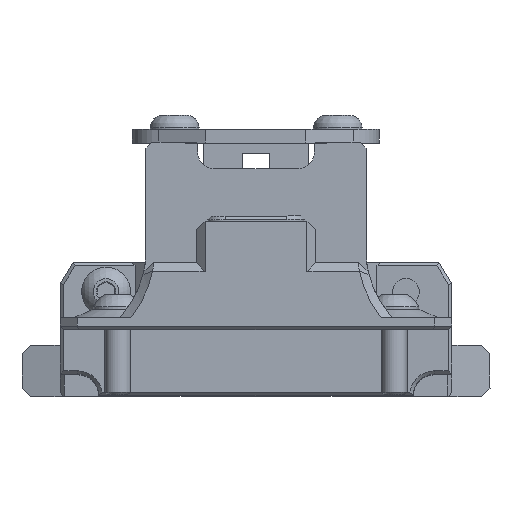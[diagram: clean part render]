
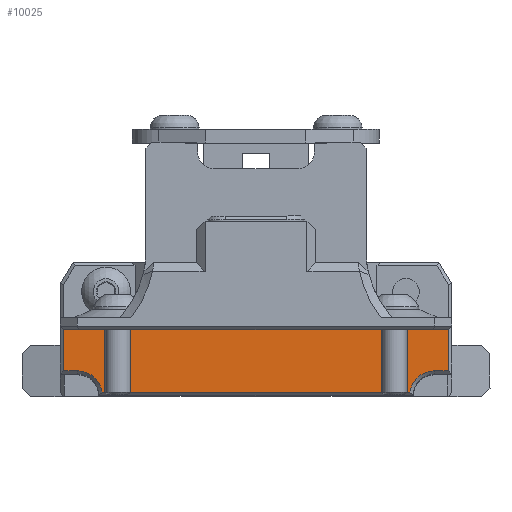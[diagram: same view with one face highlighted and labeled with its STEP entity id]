
A CAD part, top view. The second image highlights one B-rep face of the part: STEP entity #10025.
In plain terms, the highlighted face is planar.
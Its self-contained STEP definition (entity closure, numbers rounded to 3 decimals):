
#549=CIRCLE('',#10841,2.9);
#550=CIRCLE('',#10844,2.9);
#1024=FACE_OUTER_BOUND('',#1633,.T.);
#1633=EDGE_LOOP('',(#8547,#8548,#8549,#8550,#8551,#8552,#8553,#8554));
#2601=LINE('',#16102,#3727);
#2606=LINE('',#16113,#3732);
#2658=LINE('',#16227,#3784);
#2684=LINE('',#16286,#3810);
#2690=LINE('',#16298,#3816);
#2691=LINE('',#16299,#3817);
#3727=VECTOR('',#13085,10.);
#3732=VECTOR('',#13098,10.);
#3784=VECTOR('',#13208,10.);
#3810=VECTOR('',#13266,10.);
#3816=VECTOR('',#13276,10.);
#3817=VECTOR('',#13277,10.);
#4721=VERTEX_POINT('',#16094);
#4722=VERTEX_POINT('',#16096);
#4723=VERTEX_POINT('',#16100);
#4724=VERTEX_POINT('',#16101);
#4726=VERTEX_POINT('',#16108);
#4759=VERTEX_POINT('',#16226);
#4776=VERTEX_POINT('',#16285);
#4780=VERTEX_POINT('',#16297);
#5982=EDGE_CURVE('',#4722,#4721,#549,.T.);
#5984=EDGE_CURVE('',#4723,#4724,#2601,.T.);
#5988=EDGE_CURVE('',#4724,#4726,#550,.T.);
#5991=EDGE_CURVE('',#4726,#4721,#2606,.T.);
#6051=EDGE_CURVE('',#4759,#4722,#2658,.T.);
#6079=EDGE_CURVE('',#4776,#4723,#2684,.T.);
#6085=EDGE_CURVE('',#4776,#4780,#2690,.F.);
#6086=EDGE_CURVE('',#4780,#4759,#2691,.T.);
#8547=ORIENTED_EDGE('',*,*,#5991,.F.);
#8548=ORIENTED_EDGE('',*,*,#5988,.F.);
#8549=ORIENTED_EDGE('',*,*,#5984,.F.);
#8550=ORIENTED_EDGE('',*,*,#6079,.F.);
#8551=ORIENTED_EDGE('',*,*,#6085,.T.);
#8552=ORIENTED_EDGE('',*,*,#6086,.T.);
#8553=ORIENTED_EDGE('',*,*,#6051,.T.);
#8554=ORIENTED_EDGE('',*,*,#5982,.T.);
#9504=PLANE('',#10893);
#10025=ADVANCED_FACE('',(#1024),#9504,.T.);
#10841=AXIS2_PLACEMENT_3D('',#16097,#13080,#13081);
#10844=AXIS2_PLACEMENT_3D('',#16109,#13091,#13092);
#10893=AXIS2_PLACEMENT_3D('',#16296,#13274,#13275);
#13080=DIRECTION('center_axis',(0.,1.,0.));
#13081=DIRECTION('ref_axis',(1.,0.,0.));
#13085=DIRECTION('',(-1.,0.,0.));
#13091=DIRECTION('center_axis',(0.,-1.,0.));
#13092=DIRECTION('ref_axis',(-1.,0.,0.));
#13098=DIRECTION('',(-1.,0.,0.));
#13208=DIRECTION('',(1.,0.,0.));
#13266=DIRECTION('',(0.,0.,-1.));
#13274=DIRECTION('center_axis',(0.,-1.,0.));
#13275=DIRECTION('ref_axis',(1.,0.,0.));
#13276=DIRECTION('',(1.,0.,0.));
#13277=DIRECTION('',(0.,0.,-1.));
#16094=CARTESIAN_POINT('',(-17.985,-64.2,12.55));
#16096=CARTESIAN_POINT('',(-20.857,-64.2,15.05));
#16097=CARTESIAN_POINT('Origin',(-20.857,-64.2,12.15));
#16100=CARTESIAN_POINT('',(22.428,-64.2,15.05));
#16101=CARTESIAN_POINT('',(20.828,-64.2,15.05));
#16102=CARTESIAN_POINT('',(0.729,-64.2,15.05));
#16108=CARTESIAN_POINT('',(17.955,-64.2,12.55));
#16109=CARTESIAN_POINT('Origin',(20.828,-64.2,12.15));
#16113=CARTESIAN_POINT('',(2.691,-64.2,12.55));
#16226=CARTESIAN_POINT('',(-22.457,-64.2,15.05));
#16227=CARTESIAN_POINT('',(-0.759,-64.2,15.05));
#16285=CARTESIAN_POINT('',(22.428,-64.2,19.85));
#16286=CARTESIAN_POINT('',(22.428,-64.2,13.148));
#16296=CARTESIAN_POINT('Origin',(6.13,-64.2,13.146));
#16297=CARTESIAN_POINT('',(-22.457,-64.2,19.85));
#16298=CARTESIAN_POINT('',(3.065,-64.2,19.85));
#16299=CARTESIAN_POINT('',(-22.457,-64.2,13.148));
